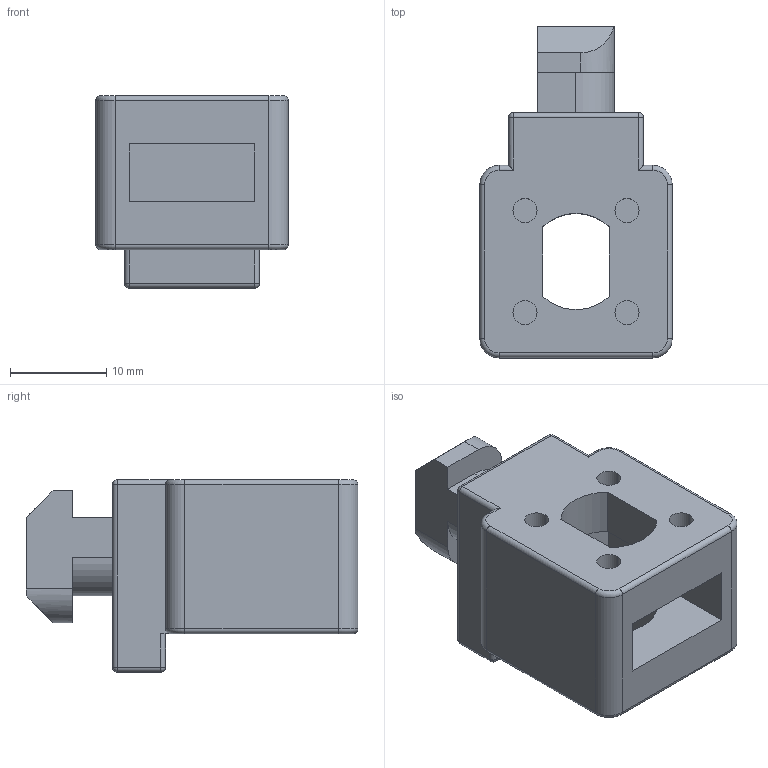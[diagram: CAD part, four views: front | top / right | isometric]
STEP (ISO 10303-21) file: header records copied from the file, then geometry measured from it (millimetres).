
FILE_DESCRIPTION (( 'STEP AP203' ), '1' );
FILE_NAME ('084.510.007-1.STEP', '2013-01-28T10:46:08', ( 'Alusic' ), ( 'Alusic' ), 'SwSTEP 2.0', 'SolidWorks 2011', '' );
FILE_SCHEMA (( 'CONFIG_CONTROL_DESIGN' ));
Length unit declared in the file: millimetre
Products named in the file (1): 084.510.007-1
Bounding box: 20 x 34.5 x 20 mm (x, y, z)
Volume: 6529.3 mm3; surface area: 3687.1 mm2
Topology: 1 solids, 1 shells, 103 faces, 243 edges, 146 vertices
Faces by surface type: cylinder 49, plane 40, torus 8, sphere 6
Entity records: 2990 total; most frequent: DIRECTION 543, CARTESIAN_POINT 499, ORIENTED_EDGE 474, EDGE_CURVE 237, AXIS2_PLACEMENT_3D 206, VERTEX_POINT 146, LINE 131, VECTOR 131
